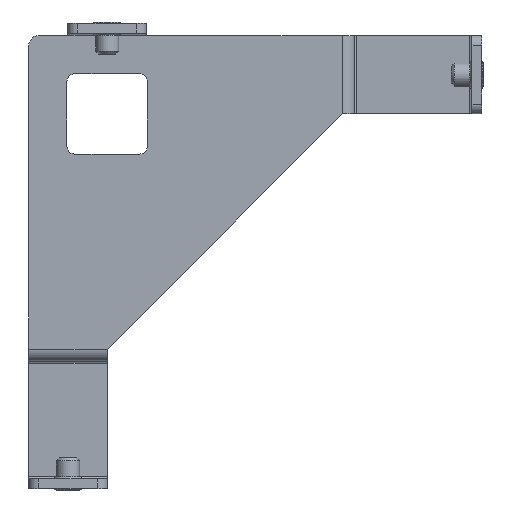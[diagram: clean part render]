
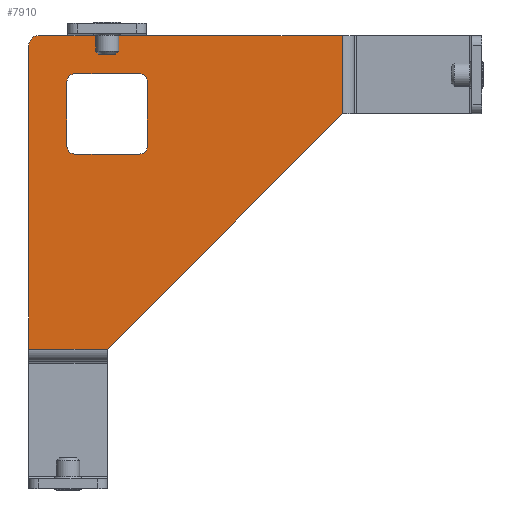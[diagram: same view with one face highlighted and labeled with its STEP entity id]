
A CAD part, front view. The second image highlights one B-rep face of the part: STEP entity #7910.
In plain terms, the highlighted planar face has unit normal (0, -1, 0).
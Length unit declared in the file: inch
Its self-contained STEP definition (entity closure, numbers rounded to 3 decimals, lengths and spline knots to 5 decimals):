
#5 = CARTESIAN_POINT ( 'NONE',  ( -0.5125, -0.125, 0.4125 ) ) ;
#11 = CARTESIAN_POINT ( 'NONE',  ( -0.4125, -0.125, 0.5125 ) ) ;
#15 = CARTESIAN_POINT ( 'NONE',  ( 3., -0.125, 1. ) ) ;
#302 = EDGE_CURVE ( 'NONE', #7533, #1190, #3743, .T. ) ;
#307 = LINE ( 'NONE', #5340, #1588 ) ;
#322 = LINE ( 'NONE', #2099, #7421 ) ;
#415 = VECTOR ( 'NONE', #1177, 39.37008 ) ;
#431 = CARTESIAN_POINT ( 'NONE',  ( 0., -0.125, -3. ) ) ;
#450 = EDGE_CURVE ( 'NONE', #3426, #6856, #4602, .T. ) ;
#534 = VERTEX_POINT ( 'NONE', #6394 ) ;
#562 = EDGE_CURVE ( 'NONE', #4209, #1879, #5213, .T. ) ;
#684 = VECTOR ( 'NONE', #931, 39.37008 ) ;
#779 = LINE ( 'NONE', #7566, #7432 ) ;
#829 = DIRECTION ( 'NONE',  ( 0., 0., -1. ) ) ;
#833 = AXIS2_PLACEMENT_3D ( 'NONE', #5812, #2832, #7807 ) ;
#858 = CARTESIAN_POINT ( 'NONE',  ( -0.5125, -0.125, 0.5125 ) ) ;
#931 = DIRECTION ( 'NONE',  ( 0., 0., -1. ) ) ;
#936 = LINE ( 'NONE', #858, #3559 ) ;
#1017 = ORIENTED_EDGE ( 'NONE', *, *, #3814, .T. ) ;
#1033 = DIRECTION ( 'NONE',  ( 0., 1., 0. ) ) ;
#1136 = CARTESIAN_POINT ( 'NONE',  ( -1., -0.125, 1. ) ) ;
#1177 = DIRECTION ( 'NONE',  ( 0., 0., 1. ) ) ;
#1190 = VERTEX_POINT ( 'NONE', #5483 ) ;
#1206 = VECTOR ( 'NONE', #2487, 39.37008 ) ;
#1251 = ORIENTED_EDGE ( 'NONE', *, *, #6324, .F. ) ;
#1270 = VERTEX_POINT ( 'NONE', #8048 ) ;
#1348 = CARTESIAN_POINT ( 'NONE',  ( -1., -0.125, -3. ) ) ;
#1351 = CARTESIAN_POINT ( 'NONE',  ( 3., -0.125, 1. ) ) ;
#1588 = VECTOR ( 'NONE', #3510, 39.37008 ) ;
#1609 = CARTESIAN_POINT ( 'NONE',  ( -0.4125, -0.125, -0.4125 ) ) ;
#1632 = EDGE_CURVE ( 'NONE', #5169, #7533, #5359, .T. ) ;
#1700 = EDGE_CURVE ( 'NONE', #6856, #8050, #3483, .T. ) ;
#1710 = VERTEX_POINT ( 'NONE', #5311 ) ;
#1715 = AXIS2_PLACEMENT_3D ( 'NONE', #6494, #2174, #3401 ) ;
#1718 = DIRECTION ( 'NONE',  ( 0., 1., 0. ) ) ;
#1737 = EDGE_CURVE ( 'NONE', #1270, #2945, #322, .T. ) ;
#1745 = ORIENTED_EDGE ( 'NONE', *, *, #7397, .T. ) ;
#1879 = VERTEX_POINT ( 'NONE', #4897 ) ;
#2065 = VECTOR ( 'NONE', #7449, 39.37008 ) ;
#2099 = CARTESIAN_POINT ( 'NONE',  ( 0.5125, -0.125, -0.5125 ) ) ;
#2112 = ORIENTED_EDGE ( 'NONE', *, *, #3837, .F. ) ;
#2138 = CARTESIAN_POINT ( 'NONE',  ( 3., -0.125, 0. ) ) ;
#2174 = DIRECTION ( 'NONE',  ( 0., 1., 0. ) ) ;
#2224 = VECTOR ( 'NONE', #3995, 39.37008 ) ;
#2303 = CARTESIAN_POINT ( 'NONE',  ( 3., -0.125, 0. ) ) ;
#2487 = DIRECTION ( 'NONE',  ( 1., 0., 0. ) ) ;
#2591 = CARTESIAN_POINT ( 'NONE',  ( -0.4125, -0.125, -0.5125 ) ) ;
#2595 = ORIENTED_EDGE ( 'NONE', *, *, #6070, .T. ) ;
#2603 = DIRECTION ( 'NONE',  ( -1., 0., 0. ) ) ;
#2643 = CARTESIAN_POINT ( 'NONE',  ( 0., -0.125, 0. ) ) ;
#2655 = CARTESIAN_POINT ( 'NONE',  ( 0.5125, -0.125, 0.4125 ) ) ;
#2725 = EDGE_CURVE ( 'NONE', #1879, #4181, #7857, .T. ) ;
#2808 = LINE ( 'NONE', #431, #2224 ) ;
#2832 = DIRECTION ( 'NONE',  ( 0., -1., 0. ) ) ;
#2838 = DIRECTION ( 'NONE',  ( 0., 0., -1. ) ) ;
#2945 = VERTEX_POINT ( 'NONE', #2591 ) ;
#3017 = CIRCLE ( 'NONE', #833, 0.125 ) ;
#3096 = LINE ( 'NONE', #15, #1206 ) ;
#3103 = VECTOR ( 'NONE', #2603, 39.37008 ) ;
#3105 = ORIENTED_EDGE ( 'NONE', *, *, #3187, .T. ) ;
#3187 = EDGE_CURVE ( 'NONE', #7133, #5169, #936, .T. ) ;
#3259 = DIRECTION ( 'NONE',  ( 1., 0., 0. ) ) ;
#3281 = ORIENTED_EDGE ( 'NONE', *, *, #1632, .T. ) ;
#3312 = ORIENTED_EDGE ( 'NONE', *, *, #562, .F. ) ;
#3401 = DIRECTION ( 'NONE',  ( 0., 0., -1. ) ) ;
#3426 = VERTEX_POINT ( 'NONE', #4097 ) ;
#3483 = LINE ( 'NONE', #2138, #684 ) ;
#3510 = DIRECTION ( 'NONE',  ( 1., 0., 0. ) ) ;
#3559 = VECTOR ( 'NONE', #7727, 39.37008 ) ;
#3743 = LINE ( 'NONE', #6155, #2065 ) ;
#3814 = EDGE_CURVE ( 'NONE', #1190, #5592, #6646, .T. ) ;
#3837 = EDGE_CURVE ( 'NONE', #1710, #3426, #307, .T. ) ;
#3872 = EDGE_CURVE ( 'NONE', #8050, #4209, #2808, .T. ) ;
#3988 = CARTESIAN_POINT ( 'NONE',  ( 3., -0.125, 1. ) ) ;
#3995 = DIRECTION ( 'NONE',  ( -0.707, 0., -0.707 ) ) ;
#4097 = CARTESIAN_POINT ( 'NONE',  ( 0.5, -0.125, 1. ) ) ;
#4165 = ORIENTED_EDGE ( 'NONE', *, *, #1737, .T. ) ;
#4181 = VERTEX_POINT ( 'NONE', #6113 ) ;
#4209 = VERTEX_POINT ( 'NONE', #7365 ) ;
#4286 = ORIENTED_EDGE ( 'NONE', *, *, #2725, .F. ) ;
#4342 = EDGE_LOOP ( 'NONE', ( #4165, #1745, #3105, #3281, #4578, #1017, #5778, #6459 ) ) ;
#4543 = ORIENTED_EDGE ( 'NONE', *, *, #1700, .F. ) ;
#4554 = PLANE ( 'NONE',  #6395 ) ;
#4578 = ORIENTED_EDGE ( 'NONE', *, *, #302, .T. ) ;
#4602 = LINE ( 'NONE', #3988, #6743 ) ;
#4758 = CARTESIAN_POINT ( 'NONE',  ( 0.5125, -0.125, -0.4125 ) ) ;
#4759 = ORIENTED_EDGE ( 'NONE', *, *, #450, .F. ) ;
#4830 = EDGE_CURVE ( 'NONE', #5592, #6579, #779, .T. ) ;
#4831 = CARTESIAN_POINT ( 'NONE',  ( -0.5125, -0.125, -0.4125 ) ) ;
#4897 = CARTESIAN_POINT ( 'NONE',  ( -1., -0.125, -3. ) ) ;
#4917 = EDGE_LOOP ( 'NONE', ( #1251, #2595, #4286, #3312, #5747, #4543, #4759, #2112 ) ) ;
#4963 = CIRCLE ( 'NONE', #7044, 0.1 ) ;
#5110 = CARTESIAN_POINT ( 'NONE',  ( 0.4125, -0.125, 0.4125 ) ) ;
#5169 = VERTEX_POINT ( 'NONE', #5 ) ;
#5213 = LINE ( 'NONE', #1348, #3103 ) ;
#5217 = EDGE_CURVE ( 'NONE', #6579, #1270, #4963, .T. ) ;
#5311 = CARTESIAN_POINT ( 'NONE',  ( -0.5, -0.125, 1. ) ) ;
#5340 = CARTESIAN_POINT ( 'NONE',  ( -0.5, -0.125, 1. ) ) ;
#5346 = DIRECTION ( 'NONE',  ( 0., 0., -1. ) ) ;
#5359 = CIRCLE ( 'NONE', #1715, 0.1 ) ;
#5483 = CARTESIAN_POINT ( 'NONE',  ( 0.4125, -0.125, 0.5125 ) ) ;
#5592 = VERTEX_POINT ( 'NONE', #2655 ) ;
#5719 = DIRECTION ( 'NONE',  ( 0., 0., -1. ) ) ;
#5746 = AXIS2_PLACEMENT_3D ( 'NONE', #5110, #1033, #5719 ) ;
#5747 = ORIENTED_EDGE ( 'NONE', *, *, #3872, .F. ) ;
#5778 = ORIENTED_EDGE ( 'NONE', *, *, #4830, .T. ) ;
#5812 = CARTESIAN_POINT ( 'NONE',  ( -0.875, -0.125, 0.875 ) ) ;
#6070 = EDGE_CURVE ( 'NONE', #534, #4181, #3017, .T. ) ;
#6113 = CARTESIAN_POINT ( 'NONE',  ( -1., -0.125, 0.875 ) ) ;
#6155 = CARTESIAN_POINT ( 'NONE',  ( 0.5125, -0.125, 0.5125 ) ) ;
#6324 = EDGE_CURVE ( 'NONE', #534, #1710, #3096, .T. ) ;
#6394 = CARTESIAN_POINT ( 'NONE',  ( -0.875, -0.125, 1. ) ) ;
#6395 = AXIS2_PLACEMENT_3D ( 'NONE', #2643, #7569, #829 ) ;
#6435 = FACE_BOUND ( 'NONE', #4342, .T. ) ;
#6459 = ORIENTED_EDGE ( 'NONE', *, *, #5217, .T. ) ;
#6494 = CARTESIAN_POINT ( 'NONE',  ( -0.4125, -0.125, 0.4125 ) ) ;
#6579 = VERTEX_POINT ( 'NONE', #4758 ) ;
#6646 = CIRCLE ( 'NONE', #5746, 0.1 ) ;
#6683 = DIRECTION ( 'NONE',  ( 0., 0., -1. ) ) ;
#6743 = VECTOR ( 'NONE', #3259, 39.37008 ) ;
#6771 = CIRCLE ( 'NONE', #7820, 0.1 ) ;
#6856 = VERTEX_POINT ( 'NONE', #1351 ) ;
#7044 = AXIS2_PLACEMENT_3D ( 'NONE', #7288, #1718, #6683 ) ;
#7133 = VERTEX_POINT ( 'NONE', #4831 ) ;
#7288 = CARTESIAN_POINT ( 'NONE',  ( 0.4125, -0.125, -0.4125 ) ) ;
#7365 = CARTESIAN_POINT ( 'NONE',  ( 0., -0.125, -3. ) ) ;
#7397 = EDGE_CURVE ( 'NONE', #2945, #7133, #6771, .T. ) ;
#7421 = VECTOR ( 'NONE', #7760, 39.37008 ) ;
#7432 = VECTOR ( 'NONE', #2838, 39.37008 ) ;
#7449 = DIRECTION ( 'NONE',  ( 1., 0., 0. ) ) ;
#7533 = VERTEX_POINT ( 'NONE', #11 ) ;
#7566 = CARTESIAN_POINT ( 'NONE',  ( 0.5125, -0.125, 0.5125 ) ) ;
#7569 = DIRECTION ( 'NONE',  ( 0., -1., 0. ) ) ;
#7693 = FACE_OUTER_BOUND ( 'NONE', #4917, .T. ) ;
#7727 = DIRECTION ( 'NONE',  ( 0., 0., 1. ) ) ;
#7760 = DIRECTION ( 'NONE',  ( -1., 0., 0. ) ) ;
#7807 = DIRECTION ( 'NONE',  ( 0., 0., -1. ) ) ;
#7820 = AXIS2_PLACEMENT_3D ( 'NONE', #1609, #7833, #5346 ) ;
#7833 = DIRECTION ( 'NONE',  ( 0., 1., 0. ) ) ;
#7857 = LINE ( 'NONE', #1136, #415 ) ;
#7910 = ADVANCED_FACE ( 'NONE', ( #6435, #7693 ), #4554, .T. ) ;
#8048 = CARTESIAN_POINT ( 'NONE',  ( 0.4125, -0.125, -0.5125 ) ) ;
#8050 = VERTEX_POINT ( 'NONE', #2303 ) ;
